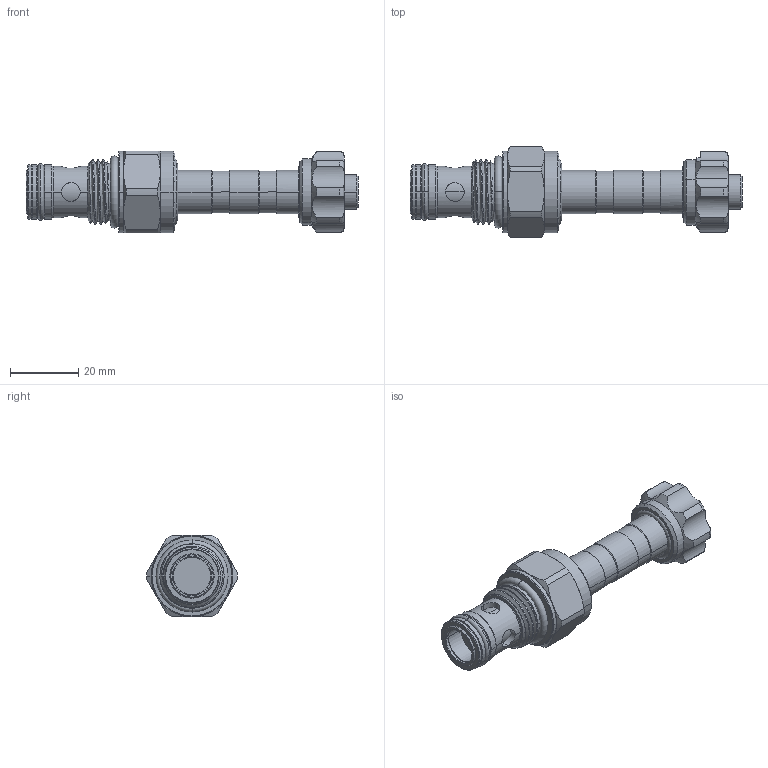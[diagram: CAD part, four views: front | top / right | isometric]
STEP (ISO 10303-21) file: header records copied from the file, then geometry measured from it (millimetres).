
FILE_DESCRIPTION (( 'STEP AP203' ), '1' );
FILE_NAME ('EP19E2A01M05.STEP', '2016-08-25T01:08:02', ( '' ), ( '' ), 'SwSTEP 2.0', 'SolidWorks 2012', '' );
FILE_SCHEMA (( 'CONFIG_CONTROL_DESIGN' ));
Length unit declared in the file: millimetre
Products named in the file (1): EP19E2A01M05
Bounding box: 97.4 x 26.7 x 24 mm (x, y, z)
Volume: 21941.6 mm3; surface area: 9417.6 mm2
Topology: 4 solids, 4 shells, 247 faces, 584 edges, 361 vertices
Faces by surface type: cylinder 117, cone 62, torus 34, plane 30, bspline 4
Entity records: 12424 total; most frequent: CARTESIAN_POINT 6735, DIRECTION 1215, ORIENTED_EDGE 1168, EDGE_CURVE 584, AXIS2_PLACEMENT_3D 524, VERTEX_POINT 361, CIRCLE 280, EDGE_LOOP 271
